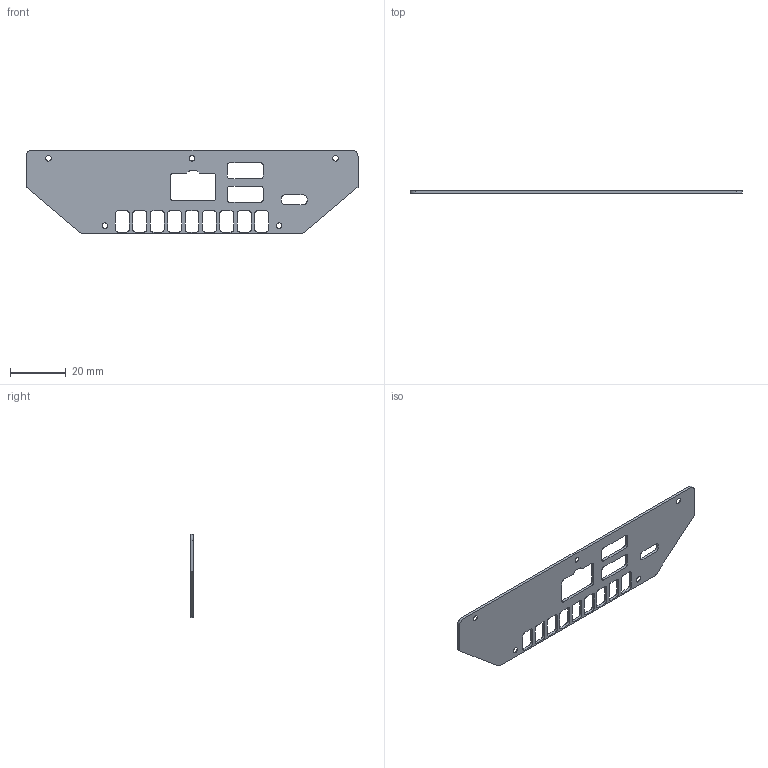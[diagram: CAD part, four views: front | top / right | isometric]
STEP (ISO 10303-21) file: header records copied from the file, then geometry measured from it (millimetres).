
FILE_DESCRIPTION (( 'STEP AP214' ), '1' );
FILE_NAME ('7gi5 Outlet Cover.STEP', '2023-08-06T21:52:58', ( '' ), ( '' ), 'SwSTEP 2.0', 'SolidWorks 2021', '' );
FILE_SCHEMA (( 'AUTOMOTIVE_DESIGN' ));
Length unit declared in the file: millimetre
Products named in the file (1): 7gi5 Outlet Cover
Bounding box: 119.14 x 1 x 29.8 mm (x, y, z)
Volume: 2502.9 mm3; surface area: 5701 mm2
Topology: 1 solids, 1 shells, 132 faces, 390 edges, 260 vertices
Faces by surface type: plane 64, cylinder 58, cone 10
Entity records: 4556 total; most frequent: DIRECTION 792, CARTESIAN_POINT 783, ORIENTED_EDGE 780, EDGE_CURVE 390, AXIS2_PLACEMENT_3D 269, VERTEX_POINT 260, LINE 254, VECTOR 254
